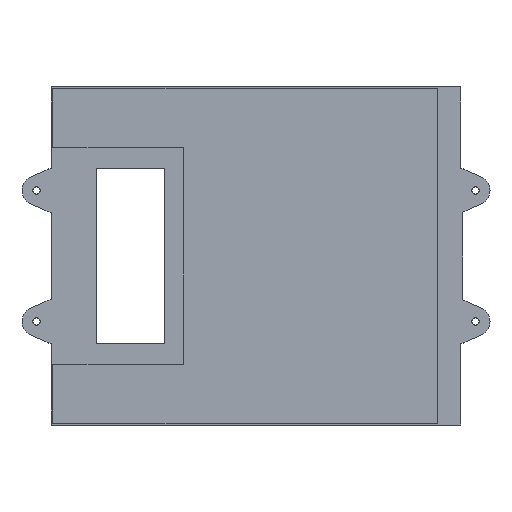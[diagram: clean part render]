
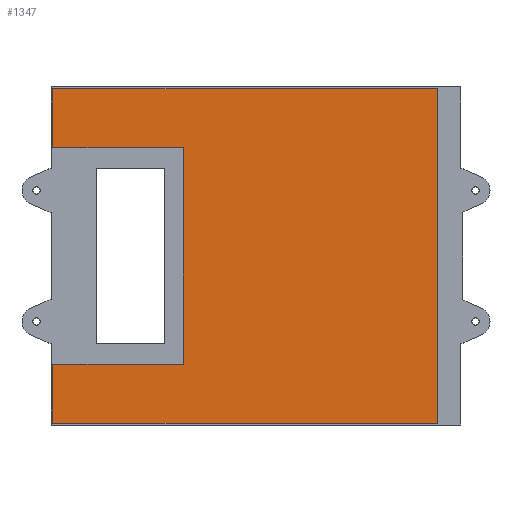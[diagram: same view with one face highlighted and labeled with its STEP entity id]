
A CAD part, top view. The second image highlights one B-rep face of the part: STEP entity #1347.
In plain terms, the highlighted planar face has unit normal (0, 0, 1).
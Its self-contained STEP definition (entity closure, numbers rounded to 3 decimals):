
#1246=CARTESIAN_POINT('Vertex',(1.,64.,293.)) ;
#1253=CARTESIAN_POINT('Vertex',(1.,-1.,293.)) ;
#1256=CARTESIAN_POINT('Line Origine',(1.,31.5,293.)) ;
#1277=CARTESIAN_POINT('Vertex',(145.,64.,293.)) ;
#1280=CARTESIAN_POINT('Line Origine',(73.,64.,293.)) ;
#1292=CARTESIAN_POINT('Axis2P3D Location',(0.,0.,293.)) ;
#1297=CARTESIAN_POINT('Line Origine',(1.,335.5,293.)) ;
#1301=CARTESIAN_POINT('Vertex',(1.,368.,293.)) ;
#1303=CARTESIAN_POINT('Vertex',(1.,303.,293.)) ;
#1306=CARTESIAN_POINT('Line Origine',(73.,303.,293.)) ;
#1310=CARTESIAN_POINT('Vertex',(145.,303.,293.)) ;
#1313=CARTESIAN_POINT('Line Origine',(145.,183.5,293.)) ;
#1318=CARTESIAN_POINT('Line Origine',(213.,-1.,293.)) ;
#1322=CARTESIAN_POINT('Vertex',(425.,-1.,293.)) ;
#1325=CARTESIAN_POINT('Line Origine',(425.,183.5,293.)) ;
#1329=CARTESIAN_POINT('Vertex',(425.,368.,293.)) ;
#1332=CARTESIAN_POINT('Line Origine',(213.,368.,293.)) ;
#1258=VECTOR('Line Direction',#1257,1.) ;
#1282=VECTOR('Line Direction',#1281,1.) ;
#1299=VECTOR('Line Direction',#1298,1.) ;
#1308=VECTOR('Line Direction',#1307,1.) ;
#1315=VECTOR('Line Direction',#1314,1.) ;
#1320=VECTOR('Line Direction',#1319,1.) ;
#1327=VECTOR('Line Direction',#1326,1.) ;
#1334=VECTOR('Line Direction',#1333,1.) ;
#1257=DIRECTION('Vector Direction',(0.,-1.,0.)) ;
#1281=DIRECTION('Vector Direction',(-1.,0.,0.)) ;
#1293=DIRECTION('Axis2P3D Direction',(0.,0.,1.)) ;
#1294=DIRECTION('Axis2P3D XDirection',(1.,0.,0.)) ;
#1298=DIRECTION('Vector Direction',(0.,-1.,0.)) ;
#1307=DIRECTION('Vector Direction',(-1.,0.,0.)) ;
#1314=DIRECTION('Vector Direction',(0.,1.,0.)) ;
#1319=DIRECTION('Vector Direction',(1.,0.,0.)) ;
#1326=DIRECTION('Vector Direction',(0.,-1.,0.)) ;
#1333=DIRECTION('Vector Direction',(-1.,0.,0.)) ;
#1295=AXIS2_PLACEMENT_3D('Plane Axis2P3D',#1292,#1293,#1294) ;
#1259=LINE('Line',#1256,#1258) ;
#1283=LINE('Line',#1280,#1282) ;
#1300=LINE('Line',#1297,#1299) ;
#1309=LINE('Line',#1306,#1308) ;
#1316=LINE('Line',#1313,#1315) ;
#1321=LINE('Line',#1318,#1320) ;
#1328=LINE('Line',#1325,#1327) ;
#1335=LINE('Line',#1332,#1334) ;
#1296=PLANE('',#1295) ;
#1260=EDGE_CURVE('',#1254,#1247,#1259,.F.) ;
#1284=EDGE_CURVE('',#1247,#1278,#1283,.F.) ;
#1305=EDGE_CURVE('',#1302,#1304,#1300,.T.) ;
#1312=EDGE_CURVE('',#1304,#1311,#1309,.F.) ;
#1317=EDGE_CURVE('',#1311,#1278,#1316,.F.) ;
#1324=EDGE_CURVE('',#1323,#1254,#1321,.F.) ;
#1331=EDGE_CURVE('',#1323,#1330,#1328,.F.) ;
#1336=EDGE_CURVE('',#1330,#1302,#1335,.T.) ;
#1338=ORIENTED_EDGE('',*,*,#1305,.T.) ;
#1339=ORIENTED_EDGE('',*,*,#1312,.T.) ;
#1340=ORIENTED_EDGE('',*,*,#1317,.T.) ;
#1341=ORIENTED_EDGE('',*,*,#1284,.F.) ;
#1342=ORIENTED_EDGE('',*,*,#1260,.F.) ;
#1343=ORIENTED_EDGE('',*,*,#1324,.F.) ;
#1344=ORIENTED_EDGE('',*,*,#1331,.T.) ;
#1345=ORIENTED_EDGE('',*,*,#1336,.T.) ;
#1337=EDGE_LOOP('',(#1338,#1339,#1340,#1341,#1342,#1343,#1344,#1345)) ;
#1247=VERTEX_POINT('',#1246) ;
#1254=VERTEX_POINT('',#1253) ;
#1278=VERTEX_POINT('',#1277) ;
#1302=VERTEX_POINT('',#1301) ;
#1304=VERTEX_POINT('',#1303) ;
#1311=VERTEX_POINT('',#1310) ;
#1323=VERTEX_POINT('',#1322) ;
#1330=VERTEX_POINT('',#1329) ;
#1347=ADVANCED_FACE('Couvercle',(#1346),#1296,.T.) ;
#1346=FACE_OUTER_BOUND('',#1337,.T.) ;
